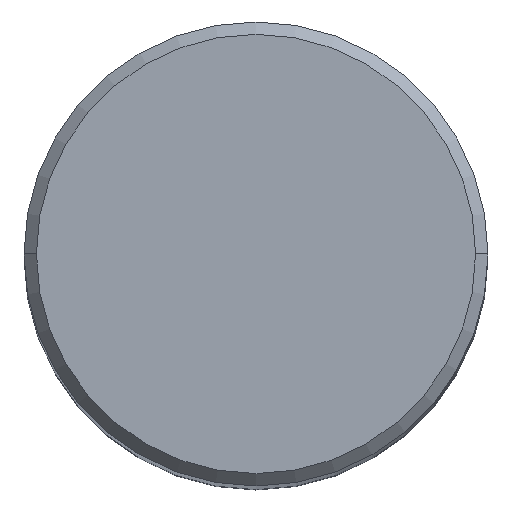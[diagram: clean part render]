
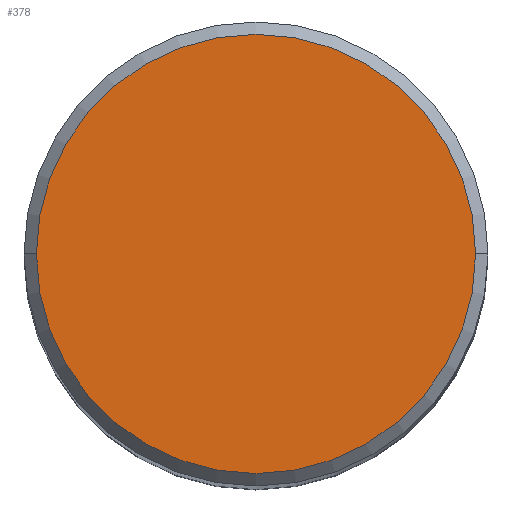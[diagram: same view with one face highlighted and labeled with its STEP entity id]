
A CAD part, top view. The second image highlights one B-rep face of the part: STEP entity #378.
In plain terms, the highlighted planar face has unit normal (0, 0, 1).
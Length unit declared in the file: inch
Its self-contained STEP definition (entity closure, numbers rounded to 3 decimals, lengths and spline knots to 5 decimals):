
#14 = ORIENTED_EDGE ( 'NONE', *, *, #311, .T. ) ;
#17 = CARTESIAN_POINT ( 'NONE',  ( 0., 0.355, 0. ) ) ;
#28 = VERTEX_POINT ( 'NONE', #474 ) ;
#45 = PLANE ( 'NONE',  #460 ) ;
#62 = DIRECTION ( 'NONE',  ( 0., 0., 1. ) ) ;
#73 = DIRECTION ( 'NONE',  ( 1., 0., 0. ) ) ;
#92 = EDGE_CURVE ( 'NONE', #365, #28, #229, .T. ) ;
#126 = DIRECTION ( 'NONE',  ( -1., 0., 0. ) ) ;
#199 = FACE_OUTER_BOUND ( 'NONE', #358, .T. ) ;
#214 = AXIS2_PLACEMENT_3D ( 'NONE', #476, #62, #369 ) ;
#229 = CIRCLE ( 'NONE', #214, 0.355 ) ;
#254 = AXIS2_PLACEMENT_3D ( 'NONE', #492, #304, #73 ) ;
#304 = DIRECTION ( 'NONE',  ( 0., 0., 1. ) ) ;
#305 = CIRCLE ( 'NONE', #254, 0.355 ) ;
#311 = EDGE_CURVE ( 'NONE', #28, #365, #305, .T. ) ;
#319 = DIRECTION ( 'NONE',  ( 0., 0., -1. ) ) ;
#341 = ORIENTED_EDGE ( 'NONE', *, *, #92, .T. ) ;
#358 = EDGE_LOOP ( 'NONE', ( #341, #14 ) ) ;
#365 = VERTEX_POINT ( 'NONE', #473 ) ;
#369 = DIRECTION ( 'NONE',  ( 1., 0., 0. ) ) ;
#378 = ADVANCED_FACE ( 'NONE', ( #199 ), #45, .F. ) ;
#460 = AXIS2_PLACEMENT_3D ( 'NONE', #17, #319, #126 ) ;
#473 = CARTESIAN_POINT ( 'NONE',  ( -0.355, 0., 0. ) ) ;
#474 = CARTESIAN_POINT ( 'NONE',  ( 0.355, 0., 0. ) ) ;
#476 = CARTESIAN_POINT ( 'NONE',  ( 0., 0., 0. ) ) ;
#492 = CARTESIAN_POINT ( 'NONE',  ( 0., 0., 0. ) ) ;
